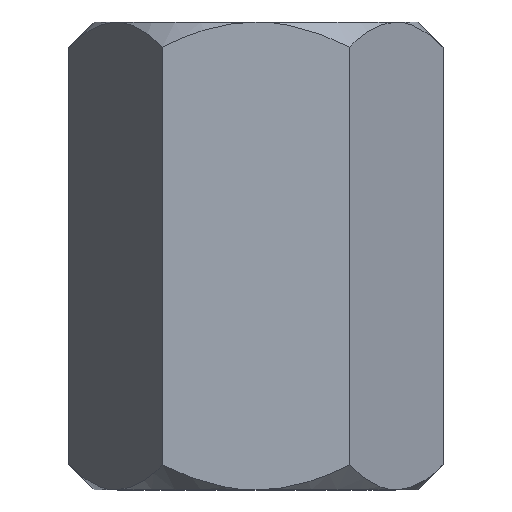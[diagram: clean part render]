
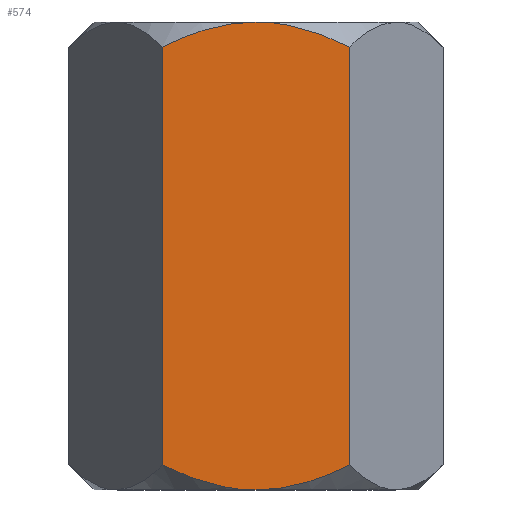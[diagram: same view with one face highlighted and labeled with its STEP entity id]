
A CAD part, left-side view. The second image highlights one B-rep face of the part: STEP entity #574.
In plain terms, the highlighted planar face has unit normal (-1, 0, 0).
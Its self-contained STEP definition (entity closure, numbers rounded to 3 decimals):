
#7 = DIRECTION ( 'NONE',  ( 0., 0., 1. ) ) ;
#21 = CARTESIAN_POINT ( 'NONE',  ( -18., 9.584, -49.62 ) ) ;
#23 = CARTESIAN_POINT ( 'NONE',  ( -18., -4.486, -51.468 ) ) ;
#32 = CARTESIAN_POINT ( 'NONE',  ( -18., -10.392, -49.215 ) ) ;
#34 = CARTESIAN_POINT ( 'NONE',  ( -18., 0., -52. ) ) ;
#40 = VECTOR ( 'NONE', #61, 1000. ) ;
#42 = B_SPLINE_CURVE_WITH_KNOTS ( 'NONE', 3,
 ( #387, #685, #213, #626, #441, #681, #23, #514, #511, #623, #153, #32 ),
 .UNSPECIFIED., .F., .F.,
 ( 4, 2, 2, 2, 2, 4 ),
 ( 0.053, 0.055, 0.056, 0.059, 0.062, 0.064 ),
 .UNSPECIFIED. ) ;
#49 = CARTESIAN_POINT ( 'NONE',  ( -18., -9.584, -2.38 ) ) ;
#55 = CARTESIAN_POINT ( 'NONE',  ( -18., 7.092, -1.331 ) ) ;
#61 = DIRECTION ( 'NONE',  ( 0., 0., 1. ) ) ;
#65 = EDGE_CURVE ( 'NONE', #722, #616, #454, .T. ) ;
#89 = CARTESIAN_POINT ( 'NONE',  ( -18., 5.783, -51.098 ) ) ;
#101 = ORIENTED_EDGE ( 'NONE', *, *, #315, .T. ) ;
#112 = CARTESIAN_POINT ( 'NONE',  ( -18., -6.218, -1.04 ) ) ;
#116 = CARTESIAN_POINT ( 'NONE',  ( -18., -7.502, -1.497 ) ) ;
#128 = EDGE_LOOP ( 'NONE', ( #746, #143, #101, #777, #496, #483 ) ) ;
#143 = ORIENTED_EDGE ( 'NONE', *, *, #671, .T. ) ;
#152 = CARTESIAN_POINT ( 'NONE',  ( -18., 0., 0. ) ) ;
#153 = CARTESIAN_POINT ( 'NONE',  ( -18., -9.589, -49.617 ) ) ;
#154 = VERTEX_POINT ( 'NONE', #152 ) ;
#166 = VERTEX_POINT ( 'NONE', #34 ) ;
#177 = EDGE_CURVE ( 'NONE', #154, #616, #392, .T. ) ;
#186 = CARTESIAN_POINT ( 'NONE',  ( -18., 0., 0. ) ) ;
#206 = DIRECTION ( 'NONE',  ( 0., 0., 1. ) ) ;
#213 = CARTESIAN_POINT ( 'NONE',  ( -18., -0.913, -51.982 ) ) ;
#218 = VERTEX_POINT ( 'NONE', #592 ) ;
#227 = CARTESIAN_POINT ( 'NONE',  ( -18., -5.783, -0.902 ) ) ;
#233 = CARTESIAN_POINT ( 'NONE',  ( -18., -7.078, -1.337 ) ) ;
#257 = CARTESIAN_POINT ( 'NONE',  ( -18., -10.392, -49.215 ) ) ;
#262 = CARTESIAN_POINT ( 'NONE',  ( -18., 0., -52. ) ) ;
#265 = LINE ( 'NONE', #620, #396 ) ;
#303 = CARTESIAN_POINT ( 'NONE',  ( -18., 0.456, 0. ) ) ;
#315 = EDGE_CURVE ( 'NONE', #166, #370, #42, .T. ) ;
#324 = B_SPLINE_CURVE_WITH_KNOTS ( 'NONE', 3,
 ( #413, #49, #531, #116, #233, #112, #227, #356, #717, #712 ),
 .UNSPECIFIED., .F., .F.,
 ( 4, 2, 2, 2, 4 ),
 ( 0.043, 0.045, 0.047, 0.048, 0.053 ),
 .UNSPECIFIED. ) ;
#353 = CARTESIAN_POINT ( 'NONE',  ( -18., 10.392, -2.785 ) ) ;
#356 = CARTESIAN_POINT ( 'NONE',  ( -18., -3.603, -0.281 ) ) ;
#370 = VERTEX_POINT ( 'NONE', #257 ) ;
#377 = CARTESIAN_POINT ( 'NONE',  ( -18., 7.502, -50.503 ) ) ;
#380 = CARTESIAN_POINT ( 'NONE',  ( -18., 1.824, -52. ) ) ;
#387 = CARTESIAN_POINT ( 'NONE',  ( -18., 0., -52. ) ) ;
#389 = CARTESIAN_POINT ( 'NONE',  ( -18., 10.392, -49.215 ) ) ;
#392 = B_SPLINE_CURVE_WITH_KNOTS ( 'NONE', 3,
 ( #186, #303, #410, #415, #537, #427, #730, #651, #55, #484, #480, #353 ),
 .UNSPECIFIED., .F., .F.,
 ( 4, 2, 2, 2, 2, 4 ),
 ( 0.053, 0.055, 0.056, 0.059, 0.062, 0.064 ),
 .UNSPECIFIED. ) ;
#396 = VECTOR ( 'NONE', #206, 1000. ) ;
#410 = CARTESIAN_POINT ( 'NONE',  ( -18., 0.913, -0.018 ) ) ;
#412 = CARTESIAN_POINT ( 'NONE',  ( -18., 10.392, -49.215 ) ) ;
#413 = CARTESIAN_POINT ( 'NONE',  ( -18., -10.392, -2.785 ) ) ;
#415 = CARTESIAN_POINT ( 'NONE',  ( -18., 1.818, -0.086 ) ) ;
#427 = CARTESIAN_POINT ( 'NONE',  ( -18., 3.606, -0.336 ) ) ;
#433 = EDGE_CURVE ( 'NONE', #218, #154, #324, .T. ) ;
#436 = AXIS2_PLACEMENT_3D ( 'NONE', #669, #549, #7 ) ;
#441 = CARTESIAN_POINT ( 'NONE',  ( -18., -2.267, -51.863 ) ) ;
#454 = LINE ( 'NONE', #526, #40 ) ;
#480 = CARTESIAN_POINT ( 'NONE',  ( -18., 9.589, -2.383 ) ) ;
#483 = ORIENTED_EDGE ( 'NONE', *, *, #177, .T. ) ;
#484 = CARTESIAN_POINT ( 'NONE',  ( -18., 8.771, -2.008 ) ) ;
#496 = ORIENTED_EDGE ( 'NONE', *, *, #433, .T. ) ;
#498 = CARTESIAN_POINT ( 'NONE',  ( -18., 3.603, -51.719 ) ) ;
#511 = CARTESIAN_POINT ( 'NONE',  ( -18., -7.092, -50.669 ) ) ;
#514 = CARTESIAN_POINT ( 'NONE',  ( -18., -6.228, -50.971 ) ) ;
#526 = CARTESIAN_POINT ( 'NONE',  ( -18., 10.392, -52. ) ) ;
#531 = CARTESIAN_POINT ( 'NONE',  ( -18., -8.762, -2.005 ) ) ;
#537 = CARTESIAN_POINT ( 'NONE',  ( -18., 2.267, -0.137 ) ) ;
#540 = FACE_OUTER_BOUND ( 'NONE', #128, .T. ) ;
#549 = DIRECTION ( 'NONE',  ( -1., 0., 0. ) ) ;
#554 = CARTESIAN_POINT ( 'NONE',  ( -18., 8.762, -49.995 ) ) ;
#574 = ADVANCED_FACE ( 'NONE', ( #540 ), #779, .T. ) ;
#592 = CARTESIAN_POINT ( 'NONE',  ( -18., -10.392, -2.785 ) ) ;
#611 = CARTESIAN_POINT ( 'NONE',  ( -18., 6.218, -50.96 ) ) ;
#616 = VERTEX_POINT ( 'NONE', #624 ) ;
#620 = CARTESIAN_POINT ( 'NONE',  ( -18., -10.392, -52. ) ) ;
#623 = CARTESIAN_POINT ( 'NONE',  ( -18., -8.771, -49.992 ) ) ;
#624 = CARTESIAN_POINT ( 'NONE',  ( -18., 10.392, -2.785 ) ) ;
#626 = CARTESIAN_POINT ( 'NONE',  ( -18., -1.818, -51.914 ) ) ;
#627 = EDGE_CURVE ( 'NONE', #370, #218, #265, .T. ) ;
#628 = CARTESIAN_POINT ( 'NONE',  ( -18., 7.078, -50.663 ) ) ;
#649 = B_SPLINE_CURVE_WITH_KNOTS ( 'NONE', 3,
 ( #389, #21, #554, #377, #628, #611, #89, #498, #380, #262 ),
 .UNSPECIFIED., .F., .F.,
 ( 4, 2, 2, 2, 4 ),
 ( 0.043, 0.045, 0.047, 0.048, 0.053 ),
 .UNSPECIFIED. ) ;
#651 = CARTESIAN_POINT ( 'NONE',  ( -18., 6.228, -1.029 ) ) ;
#669 = CARTESIAN_POINT ( 'NONE',  ( -18., 10.392, -52. ) ) ;
#671 = EDGE_CURVE ( 'NONE', #722, #166, #649, .T. ) ;
#681 = CARTESIAN_POINT ( 'NONE',  ( -18., -3.606, -51.664 ) ) ;
#685 = CARTESIAN_POINT ( 'NONE',  ( -18., -0.456, -52. ) ) ;
#712 = CARTESIAN_POINT ( 'NONE',  ( -18., 0., 0. ) ) ;
#717 = CARTESIAN_POINT ( 'NONE',  ( -18., -1.824, 0. ) ) ;
#722 = VERTEX_POINT ( 'NONE', #412 ) ;
#730 = CARTESIAN_POINT ( 'NONE',  ( -18., 4.486, -0.532 ) ) ;
#746 = ORIENTED_EDGE ( 'NONE', *, *, #65, .F. ) ;
#777 = ORIENTED_EDGE ( 'NONE', *, *, #627, .T. ) ;
#779 = PLANE ( 'NONE',  #436 ) ;
